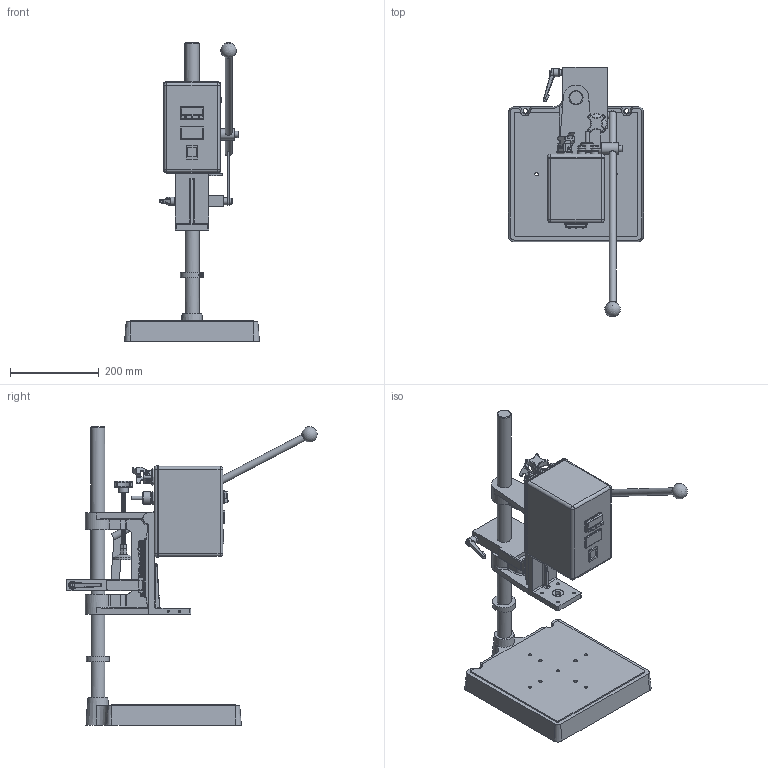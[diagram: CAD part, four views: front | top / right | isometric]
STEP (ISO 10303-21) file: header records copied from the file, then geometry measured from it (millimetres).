
FILE_DESCRIPTION((''),'1');
FILE_NAME('100 SERIES - EMAIL (STEP).stp', '2014-05-20T14:22:34',(''), (''), 'KCM Version 1.1.1028.0', 'Kubotek KeyCreator', '');
FILE_SCHEMA(('AUTOMOTIVE_DESIGN'));
Length unit declared in the file: inch
Bounding box: 304.8 x 564.44 x 673.46 mm (x, y, z)
Volume: 5434464.1 mm3; surface area: 736422.1 mm2
Topology: 3 solids, 967 shells, 1404 faces, 5450 edges, 4799 vertices
Faces by surface type: plane 597, cylinder 374, cone 252, sphere 74, bspline 63, torus 44
Full cylindrical faces by diameter (mm): 0.95 x1, 1.05 x1, 3 x1, 3.175 x6, 3.2 x2, 3.81 x1, 4 x2, 4.4 x2, 4.826 x4, 5.105 x5, 6.604 x4, 6.756 x1, 7.938 x1, 7.95 x11, 8.136 x1, 8.433 x1, 8.89 x1, 8.941 x1, 9.525 x1, 9.919 x1, 10.312 x3, 12.7 x1, 13.462 x1, 13.97 x2, 14.275 x2, 15.875 x3, 17.78 x2, 18.034 x1, 22.225 x1, 23.241 x1
Entity records: 60659 total; most frequent: CARTESIAN_POINT 15989, DIRECTION 8865, ORIENTED_EDGE 6866, EDGE_CURVE 5437, VERTEX_POINT 4784, AXIS2_PLACEMENT_3D 3248, VECTOR 2369, LINE 2369
